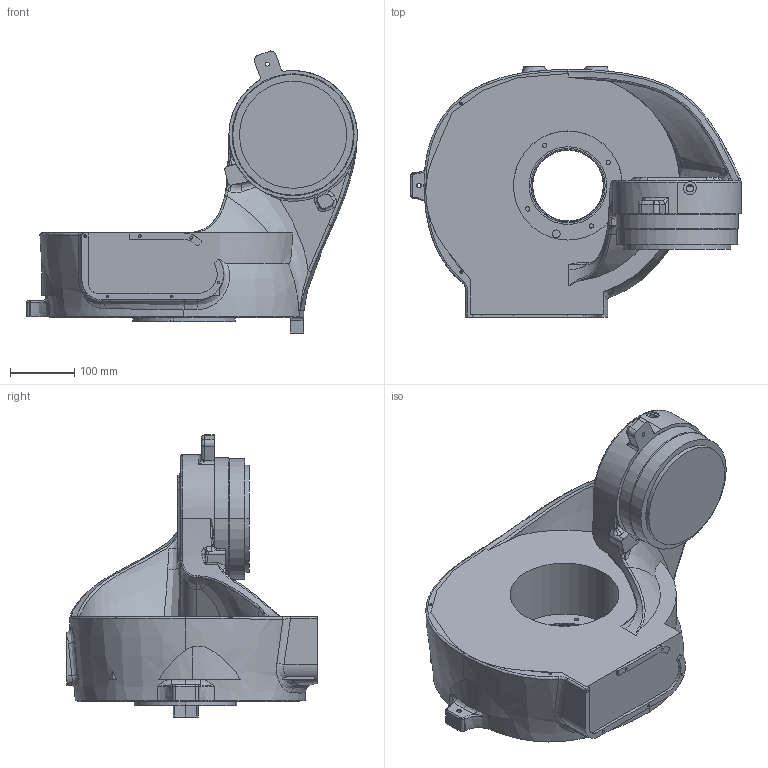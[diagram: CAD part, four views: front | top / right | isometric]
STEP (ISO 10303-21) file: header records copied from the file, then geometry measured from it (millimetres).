
FILE_DESCRIPTION (( 'STEP AP203' ), '1' );
FILE_NAME ('CR1402 腰部组件-wf_默认_sldprt.STEP', '2020-01-18T15:01:55', ( '' ), ( '' ), 'SwSTEP 2.0', 'SolidWorks 2016', '' );
FILE_SCHEMA (( 'CONFIG_CONTROL_DESIGN' ));
Length unit declared in the file: millimetre
Products named in the file (1): CR1402 腰部组件-wf_默认_sldprt
Bounding box: 515 x 390 x 439.52 mm (x, y, z)
Volume: 17951392.5 mm3; surface area: 818026.6 mm2
Topology: 2 solids, 9 shells, 497 faces, 1228 edges, 755 vertices
Faces by surface type: cylinder 174, bspline 144, plane 124, cone 40, torus 14, sphere 1
Entity records: 25970 total; most frequent: CARTESIAN_POINT 15332, ORIENTED_EDGE 2402, DIRECTION 1935, EDGE_CURVE 1201, AXIS2_PLACEMENT_3D 784, VERTEX_POINT 755, EDGE_LOOP 540, FACE_OUTER_BOUND 497
